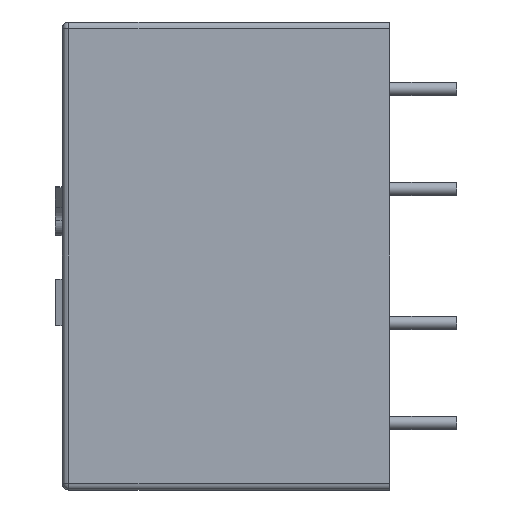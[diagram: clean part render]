
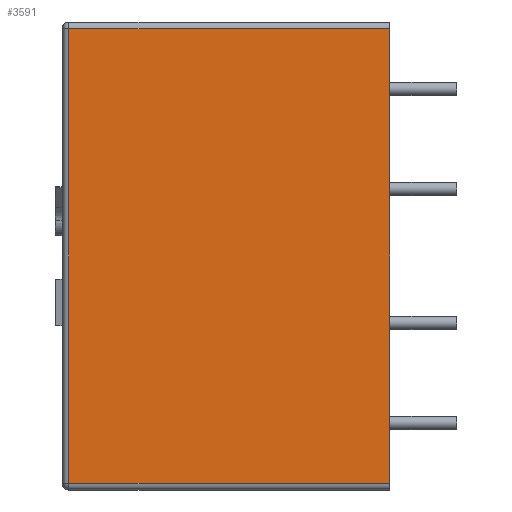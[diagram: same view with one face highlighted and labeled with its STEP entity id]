
A CAD part, left-side view. The second image highlights one B-rep face of the part: STEP entity #3591.
In plain terms, the highlighted planar face has unit normal (-1, 0, 0).
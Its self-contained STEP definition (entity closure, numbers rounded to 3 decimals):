
#58 = VERTEX_POINT ( 'NONE', #1286 ) ;
#168 = VECTOR ( 'NONE', #2562, 1000. ) ;
#282 = LINE ( 'NONE', #1248, #4067 ) ;
#758 = FACE_OUTER_BOUND ( 'NONE', #1514, .T. ) ;
#907 = VERTEX_POINT ( 'NONE', #3935 ) ;
#923 = VECTOR ( 'NONE', #4734, 1000. ) ;
#982 = LINE ( 'NONE', #2852, #923 ) ;
#1139 = AXIS2_PLACEMENT_3D ( 'NONE', #4083, #5874, #1224 ) ;
#1224 = DIRECTION ( 'NONE',  ( 0., 0., -1. ) ) ;
#1248 = CARTESIAN_POINT ( 'NONE',  ( -32.5, 0., -17. ) ) ;
#1286 = CARTESIAN_POINT ( 'NONE',  ( -32.5, 0., -17. ) ) ;
#1339 = EDGE_CURVE ( 'NONE', #58, #1608, #2872, .T. ) ;
#1514 = EDGE_LOOP ( 'NONE', ( #2190, #4591, #5431, #4210 ) ) ;
#1608 = VERTEX_POINT ( 'NONE', #5859 ) ;
#1955 = DIRECTION ( 'NONE',  ( 0., 0., 1. ) ) ;
#2190 = ORIENTED_EDGE ( 'NONE', *, *, #3514, .T. ) ;
#2291 = VECTOR ( 'NONE', #1955, 1000. ) ;
#2562 = DIRECTION ( 'NONE',  ( 0., 0., -1. ) ) ;
#2852 = CARTESIAN_POINT ( 'NONE',  ( -32.5, 24.5, 17. ) ) ;
#2872 = LINE ( 'NONE', #3920, #2291 ) ;
#3026 = LINE ( 'NONE', #4911, #168 ) ;
#3090 = DIRECTION ( 'NONE',  ( 0., -1., 0. ) ) ;
#3115 = PLANE ( 'NONE',  #1139 ) ;
#3335 = CARTESIAN_POINT ( 'NONE',  ( -32.5, 24., -17. ) ) ;
#3514 = EDGE_CURVE ( 'NONE', #907, #3734, #3026, .T. ) ;
#3591 = ADVANCED_FACE ( 'NONE', ( #758 ), #3115, .F. ) ;
#3734 = VERTEX_POINT ( 'NONE', #3335 ) ;
#3920 = CARTESIAN_POINT ( 'NONE',  ( -32.5, 0., -17.5 ) ) ;
#3935 = CARTESIAN_POINT ( 'NONE',  ( -32.5, 24., 17. ) ) ;
#4067 = VECTOR ( 'NONE', #3090, 1000. ) ;
#4083 = CARTESIAN_POINT ( 'NONE',  ( -32.5, 24.5, -17.5 ) ) ;
#4210 = ORIENTED_EDGE ( 'NONE', *, *, #4302, .T. ) ;
#4302 = EDGE_CURVE ( 'NONE', #1608, #907, #982, .T. ) ;
#4591 = ORIENTED_EDGE ( 'NONE', *, *, #4928, .T. ) ;
#4734 = DIRECTION ( 'NONE',  ( 0., 1., 0. ) ) ;
#4911 = CARTESIAN_POINT ( 'NONE',  ( -32.5, 24., -17.5 ) ) ;
#4928 = EDGE_CURVE ( 'NONE', #3734, #58, #282, .T. ) ;
#5431 = ORIENTED_EDGE ( 'NONE', *, *, #1339, .T. ) ;
#5859 = CARTESIAN_POINT ( 'NONE',  ( -32.5, 0., 17. ) ) ;
#5874 = DIRECTION ( 'NONE',  ( 1., 0., 0. ) ) ;
